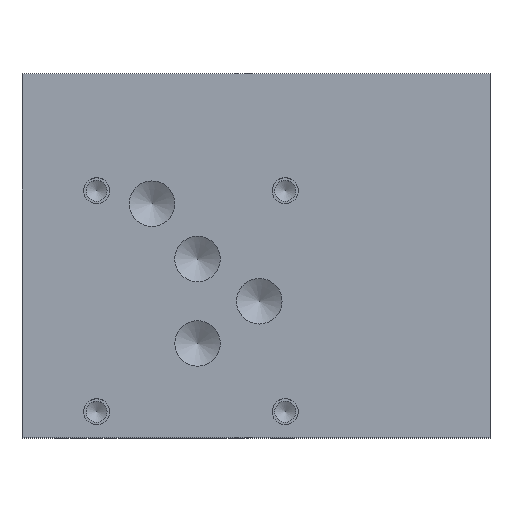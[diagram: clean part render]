
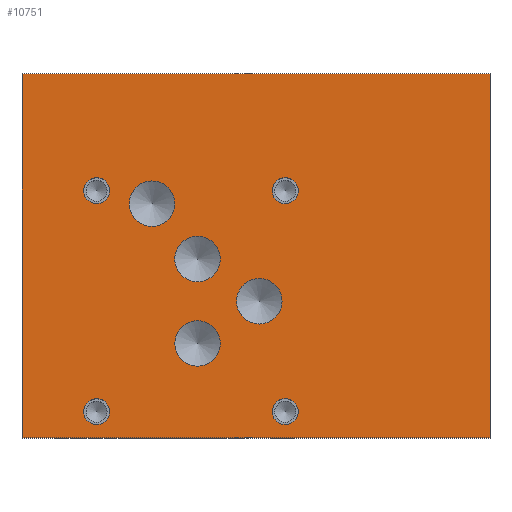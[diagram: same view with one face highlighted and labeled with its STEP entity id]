
A CAD part, top view. The second image highlights one B-rep face of the part: STEP entity #10751.
In plain terms, the highlighted planar face has unit normal (0, 0, 1).
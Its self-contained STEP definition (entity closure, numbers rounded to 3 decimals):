
#259=CIRCLE('',#11282,5.556);
#260=CIRCLE('',#11283,5.556);
#263=CIRCLE('',#11288,5.556);
#264=CIRCLE('',#11289,5.556);
#267=CIRCLE('',#11294,5.563);
#268=CIRCLE('',#11295,5.563);
#271=CIRCLE('',#11300,5.563);
#272=CIRCLE('',#11301,5.563);
#278=CIRCLE('',#11310,3.175);
#279=CIRCLE('',#11311,3.175);
#285=CIRCLE('',#11321,3.175);
#286=CIRCLE('',#11322,3.175);
#292=CIRCLE('',#11332,3.175);
#293=CIRCLE('',#11333,3.175);
#299=CIRCLE('',#11343,3.175);
#300=CIRCLE('',#11344,3.175);
#398=FACE_BOUND('',#2007,.T.);
#399=FACE_BOUND('',#2008,.T.);
#400=FACE_BOUND('',#2009,.T.);
#401=FACE_BOUND('',#2010,.T.);
#402=FACE_BOUND('',#2011,.T.);
#403=FACE_BOUND('',#2012,.T.);
#404=FACE_BOUND('',#2013,.T.);
#405=FACE_BOUND('',#2014,.T.);
#1384=FACE_OUTER_BOUND('',#2006,.T.);
#2006=EDGE_LOOP('',(#9452,#9453,#9454,#9455));
#2007=EDGE_LOOP('',(#9456,#9457));
#2008=EDGE_LOOP('',(#9458,#9459));
#2009=EDGE_LOOP('',(#9460,#9461));
#2010=EDGE_LOOP('',(#9462,#9463));
#2011=EDGE_LOOP('',(#9464,#9465));
#2012=EDGE_LOOP('',(#9466,#9467));
#2013=EDGE_LOOP('',(#9468,#9469));
#2014=EDGE_LOOP('',(#9470,#9471));
#2074=LINE('',#13886,#3061);
#2110=LINE('',#14112,#3097);
#2449=LINE('',#16601,#3436);
#3002=LINE('',#18542,#3989);
#3061=VECTOR('',#11489,10.);
#3097=VECTOR('',#11561,10.);
#3436=VECTOR('',#12096,10.);
#3989=VECTOR('',#13619,10.);
#4040=VERTEX_POINT('',#13883);
#4041=VERTEX_POINT('',#13885);
#4084=VERTEX_POINT('',#14109);
#4085=VERTEX_POINT('',#14111);
#4933=VERTEX_POINT('',#18330);
#4934=VERTEX_POINT('',#18331);
#4938=VERTEX_POINT('',#18343);
#4939=VERTEX_POINT('',#18344);
#4943=VERTEX_POINT('',#18356);
#4944=VERTEX_POINT('',#18357);
#4948=VERTEX_POINT('',#18369);
#4949=VERTEX_POINT('',#18370);
#4956=VERTEX_POINT('',#18389);
#4957=VERTEX_POINT('',#18390);
#4964=VERTEX_POINT('',#18411);
#4965=VERTEX_POINT('',#18412);
#4972=VERTEX_POINT('',#18433);
#4973=VERTEX_POINT('',#18434);
#4980=VERTEX_POINT('',#18455);
#4981=VERTEX_POINT('',#18456);
#5083=EDGE_CURVE('',#4041,#4040,#2074,.T.);
#5143=EDGE_CURVE('',#4085,#4084,#2110,.T.);
#5700=EDGE_CURVE('',#4084,#4041,#2449,.T.);
#6398=EDGE_CURVE('',#4933,#4934,#259,.T.);
#6399=EDGE_CURVE('',#4934,#4933,#260,.T.);
#6404=EDGE_CURVE('',#4938,#4939,#263,.T.);
#6405=EDGE_CURVE('',#4939,#4938,#264,.T.);
#6410=EDGE_CURVE('',#4943,#4944,#267,.T.);
#6411=EDGE_CURVE('',#4944,#4943,#268,.T.);
#6416=EDGE_CURVE('',#4948,#4949,#271,.T.);
#6417=EDGE_CURVE('',#4949,#4948,#272,.T.);
#6425=EDGE_CURVE('',#4956,#4957,#278,.T.);
#6426=EDGE_CURVE('',#4957,#4956,#279,.T.);
#6435=EDGE_CURVE('',#4964,#4965,#285,.T.);
#6436=EDGE_CURVE('',#4965,#4964,#286,.T.);
#6445=EDGE_CURVE('',#4972,#4973,#292,.T.);
#6446=EDGE_CURVE('',#4973,#4972,#293,.T.);
#6455=EDGE_CURVE('',#4980,#4981,#299,.T.);
#6456=EDGE_CURVE('',#4981,#4980,#300,.T.);
#6497=EDGE_CURVE('',#4040,#4085,#3002,.T.);
#9452=ORIENTED_EDGE('',*,*,#5700,.T.);
#9453=ORIENTED_EDGE('',*,*,#5083,.T.);
#9454=ORIENTED_EDGE('',*,*,#6497,.T.);
#9455=ORIENTED_EDGE('',*,*,#5143,.T.);
#9456=ORIENTED_EDGE('',*,*,#6398,.T.);
#9457=ORIENTED_EDGE('',*,*,#6399,.T.);
#9458=ORIENTED_EDGE('',*,*,#6404,.T.);
#9459=ORIENTED_EDGE('',*,*,#6405,.T.);
#9460=ORIENTED_EDGE('',*,*,#6410,.T.);
#9461=ORIENTED_EDGE('',*,*,#6411,.T.);
#9462=ORIENTED_EDGE('',*,*,#6416,.T.);
#9463=ORIENTED_EDGE('',*,*,#6417,.T.);
#9464=ORIENTED_EDGE('',*,*,#6425,.T.);
#9465=ORIENTED_EDGE('',*,*,#6426,.T.);
#9466=ORIENTED_EDGE('',*,*,#6435,.T.);
#9467=ORIENTED_EDGE('',*,*,#6436,.T.);
#9468=ORIENTED_EDGE('',*,*,#6445,.T.);
#9469=ORIENTED_EDGE('',*,*,#6446,.T.);
#9470=ORIENTED_EDGE('',*,*,#6455,.T.);
#9471=ORIENTED_EDGE('',*,*,#6456,.T.);
#9785=PLANE('',#11389);
#10751=ADVANCED_FACE('',(#1384,#398,#399,#400,#401,#402,#403,#404,#405),
#9785,.T.);
#11282=AXIS2_PLACEMENT_3D('',#18332,#13378,#13379);
#11283=AXIS2_PLACEMENT_3D('',#18333,#13380,#13381);
#11288=AXIS2_PLACEMENT_3D('',#18345,#13392,#13393);
#11289=AXIS2_PLACEMENT_3D('',#18346,#13394,#13395);
#11294=AXIS2_PLACEMENT_3D('',#18358,#13406,#13407);
#11295=AXIS2_PLACEMENT_3D('',#18359,#13408,#13409);
#11300=AXIS2_PLACEMENT_3D('',#18371,#13420,#13421);
#11301=AXIS2_PLACEMENT_3D('',#18372,#13422,#13423);
#11310=AXIS2_PLACEMENT_3D('',#18391,#13442,#13443);
#11311=AXIS2_PLACEMENT_3D('',#18392,#13444,#13445);
#11321=AXIS2_PLACEMENT_3D('',#18413,#13467,#13468);
#11322=AXIS2_PLACEMENT_3D('',#18414,#13469,#13470);
#11332=AXIS2_PLACEMENT_3D('',#18435,#13492,#13493);
#11333=AXIS2_PLACEMENT_3D('',#18436,#13494,#13495);
#11343=AXIS2_PLACEMENT_3D('',#18457,#13517,#13518);
#11344=AXIS2_PLACEMENT_3D('',#18458,#13519,#13520);
#11389=AXIS2_PLACEMENT_3D('',#18545,#13624,#13625);
#11489=DIRECTION('',(0.,1.,0.));
#11561=DIRECTION('',(0.,-1.,0.));
#12096=DIRECTION('',(1.,0.,0.));
#13378=DIRECTION('center_axis',(0.,0.,-1.));
#13379=DIRECTION('ref_axis',(1.,0.,0.));
#13380=DIRECTION('center_axis',(0.,0.,-1.));
#13381=DIRECTION('ref_axis',(1.,0.,0.));
#13392=DIRECTION('center_axis',(0.,0.,-1.));
#13393=DIRECTION('ref_axis',(1.,0.,0.));
#13394=DIRECTION('center_axis',(0.,0.,-1.));
#13395=DIRECTION('ref_axis',(1.,0.,0.));
#13406=DIRECTION('center_axis',(0.,0.,-1.));
#13407=DIRECTION('ref_axis',(1.,0.,0.));
#13408=DIRECTION('center_axis',(0.,0.,-1.));
#13409=DIRECTION('ref_axis',(1.,0.,0.));
#13420=DIRECTION('center_axis',(0.,0.,-1.));
#13421=DIRECTION('ref_axis',(1.,0.,0.));
#13422=DIRECTION('center_axis',(0.,0.,-1.));
#13423=DIRECTION('ref_axis',(1.,0.,0.));
#13442=DIRECTION('center_axis',(0.,0.,-1.));
#13443=DIRECTION('ref_axis',(1.,0.,0.));
#13444=DIRECTION('center_axis',(0.,0.,-1.));
#13445=DIRECTION('ref_axis',(1.,0.,0.));
#13467=DIRECTION('center_axis',(0.,0.,-1.));
#13468=DIRECTION('ref_axis',(1.,0.,0.));
#13469=DIRECTION('center_axis',(0.,0.,-1.));
#13470=DIRECTION('ref_axis',(1.,0.,0.));
#13492=DIRECTION('center_axis',(0.,0.,-1.));
#13493=DIRECTION('ref_axis',(1.,0.,0.));
#13494=DIRECTION('center_axis',(0.,0.,-1.));
#13495=DIRECTION('ref_axis',(1.,0.,0.));
#13517=DIRECTION('center_axis',(0.,0.,-1.));
#13518=DIRECTION('ref_axis',(1.,0.,0.));
#13519=DIRECTION('center_axis',(0.,0.,-1.));
#13520=DIRECTION('ref_axis',(1.,0.,0.));
#13619=DIRECTION('',(-1.,0.,0.));
#13624=DIRECTION('center_axis',(0.,0.,1.));
#13625=DIRECTION('ref_axis',(1.,0.,0.));
#13883=CARTESIAN_POINT('',(114.3,88.9,88.9));
#13885=CARTESIAN_POINT('',(114.3,0.,88.9));
#13886=CARTESIAN_POINT('',(114.3,0.,88.9));
#14109=CARTESIAN_POINT('',(0.,0.,88.9));
#14111=CARTESIAN_POINT('',(0.,88.9,88.9));
#14112=CARTESIAN_POINT('',(0.,88.9,88.9));
#16601=CARTESIAN_POINT('',(0.,0.,88.9));
#18330=CARTESIAN_POINT('',(48.419,43.642,88.9));
#18331=CARTESIAN_POINT('',(37.306,43.642,88.9));
#18332=CARTESIAN_POINT('Origin',(42.863,43.642,88.9));
#18333=CARTESIAN_POINT('Origin',(42.863,43.642,88.9));
#18343=CARTESIAN_POINT('',(48.424,23.007,88.9));
#18344=CARTESIAN_POINT('',(37.311,23.007,88.9));
#18345=CARTESIAN_POINT('Origin',(42.868,23.007,88.9));
#18346=CARTESIAN_POINT('Origin',(42.868,23.007,88.9));
#18356=CARTESIAN_POINT('',(63.525,33.325,88.9));
#18357=CARTESIAN_POINT('',(52.4,33.325,88.9));
#18358=CARTESIAN_POINT('Origin',(57.963,33.325,88.9));
#18359=CARTESIAN_POINT('Origin',(57.963,33.325,88.9));
#18369=CARTESIAN_POINT('',(37.313,57.15,88.9));
#18370=CARTESIAN_POINT('',(26.187,57.15,88.9));
#18371=CARTESIAN_POINT('Origin',(31.75,57.15,88.9));
#18372=CARTESIAN_POINT('Origin',(31.75,57.15,88.9));
#18389=CARTESIAN_POINT('',(67.462,6.363,88.9));
#18390=CARTESIAN_POINT('',(61.112,6.363,88.9));
#18391=CARTESIAN_POINT('Origin',(64.287,6.363,88.9));
#18392=CARTESIAN_POINT('Origin',(64.287,6.363,88.9));
#18411=CARTESIAN_POINT('',(21.412,60.325,88.9));
#18412=CARTESIAN_POINT('',(15.062,60.325,88.9));
#18413=CARTESIAN_POINT('Origin',(18.237,60.325,88.9));
#18414=CARTESIAN_POINT('Origin',(18.237,60.325,88.9));
#18433=CARTESIAN_POINT('',(67.462,60.325,88.9));
#18434=CARTESIAN_POINT('',(61.112,60.325,88.9));
#18435=CARTESIAN_POINT('Origin',(64.287,60.325,88.9));
#18436=CARTESIAN_POINT('Origin',(64.287,60.325,88.9));
#18455=CARTESIAN_POINT('',(21.412,6.35,88.9));
#18456=CARTESIAN_POINT('',(15.062,6.35,88.9));
#18457=CARTESIAN_POINT('Origin',(18.237,6.35,88.9));
#18458=CARTESIAN_POINT('Origin',(18.237,6.35,88.9));
#18542=CARTESIAN_POINT('',(114.3,88.9,88.9));
#18545=CARTESIAN_POINT('Origin',(57.15,44.45,88.9));
